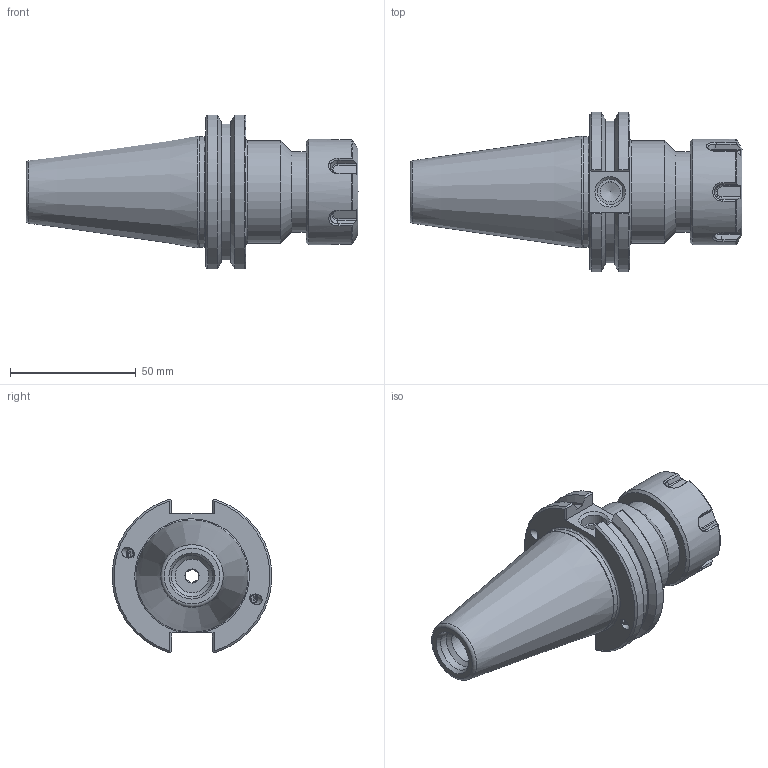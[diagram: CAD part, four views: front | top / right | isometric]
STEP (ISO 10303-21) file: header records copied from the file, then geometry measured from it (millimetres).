
FILE_DESCRIPTION(/* description */ ('ER COLLET CHUCK W/ ADB CLNT'),/* implementation_level */ '2;1');
FILE_NAME(/* name */ 'C40BC-25ERF250.stp',/* time_stamp */ '2017-01-20T08:37:07-05:00',/* author */ ('davhar'),/* organization */ (''),/* preprocessor_version */ 'ST-DEVELOPER v16.1',/* originating_system */ 'Autodesk Inventor 2016',/* authorisation */ '');
FILE_SCHEMA (('AUTOMOTIVE_DESIGN { 1 0 10303 214 3 1 1 }'));
Length unit declared in the file: inch
Products named in the file (6): C40BCB-25ER2-1; 029-965; C40BCB-25ER2-1_1; BS-11; 25ERN; C40BC-25ERF250
Assembly tree (8 placements, depth 3):
  C40BC-25ERF250
    C40BCB-25ER2-1_1
      C40BCB-25ER2-1
      029-965  x4
    BS-11
    25ERN
Bounding box: 131.76 x 63.26 x 61.05 mm (x, y, z)
Volume: 136249.8 mm3; surface area: 34854.1 mm2
Topology: 7 solids, 7 shells, 251 faces, 599 edges, 380 vertices
Faces by surface type: plane 118, cylinder 58, cone 50, torus 15, bspline 6, sphere 4
Full cylindrical faces by diameter (mm): 3.3 x4, 4 x8, 4.1 x4, 4.2 x4, 7.112 x1, 8 x1, 10.046 x1, 13.386 x1, 15.113 x2, 15.748 x1, 16.459 x1, 17.297 x1, 18.034 x1, 20.32 x1, 30.5 x1, 32 x1, 32.88 x1, 40.513 x1, 42 x1, 43.942 x1
Entity records: 6864 total; most frequent: CARTESIAN_POINT 2385, DIRECTION 865, ORIENTED_EDGE 858, EDGE_CURVE 429, AXIS2_PLACEMENT_3D 354, VERTEX_POINT 302, EDGE_LOOP 285, FACE_OUTER_BOUND 203
